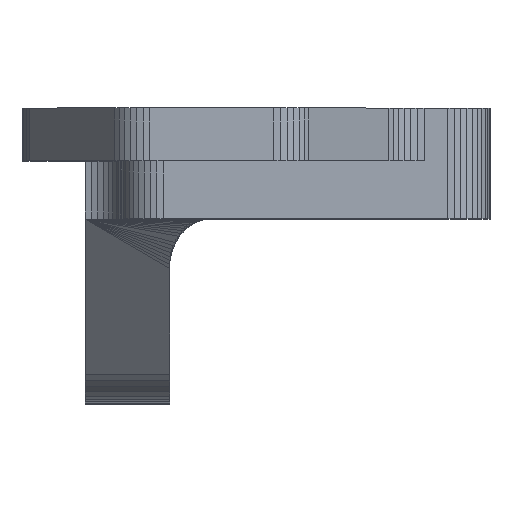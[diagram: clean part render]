
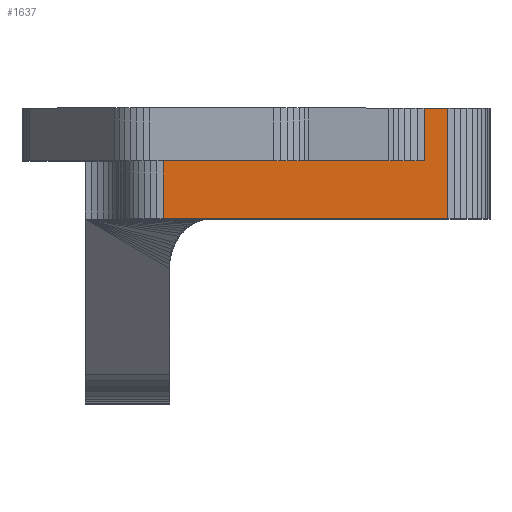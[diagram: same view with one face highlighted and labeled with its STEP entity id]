
A CAD part, top view. The second image highlights one B-rep face of the part: STEP entity #1637.
In plain terms, the highlighted planar face has unit normal (0, 0, 1).
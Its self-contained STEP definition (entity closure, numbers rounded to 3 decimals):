
#211 = DIRECTION ( 'NONE',  ( 0., 0., 1. ) ) ;
#300 = DIRECTION ( 'NONE',  ( 0., 1., 0. ) ) ;
#339 = VERTEX_POINT ( 'NONE', #6231 ) ;
#386 = EDGE_CURVE ( 'NONE', #1323, #6025, #433, .T. ) ;
#433 = LINE ( 'NONE', #5143, #1553 ) ;
#587 = VECTOR ( 'NONE', #7324, 1000. ) ;
#791 = VERTEX_POINT ( 'NONE', #2816 ) ;
#890 = EDGE_CURVE ( 'NONE', #6208, #7740, #1558, .T. ) ;
#918 = ORIENTED_EDGE ( 'NONE', *, *, #4136, .F. ) ;
#1323 = VERTEX_POINT ( 'NONE', #3718 ) ;
#1347 = VECTOR ( 'NONE', #300, 1000. ) ;
#1390 = CARTESIAN_POINT ( 'NONE',  ( 40.4, 17.5, 62. ) ) ;
#1553 = VECTOR ( 'NONE', #7094, 1000. ) ;
#1558 = LINE ( 'NONE', #6381, #5909 ) ;
#1637 = ADVANCED_FACE ( 'NONE', ( #3188 ), #4381, .T. ) ;
#1711 = LINE ( 'NONE', #3699, #6365 ) ;
#1832 = VECTOR ( 'NONE', #2788, 1000. ) ;
#2010 = ORIENTED_EDGE ( 'NONE', *, *, #890, .T. ) ;
#2507 = ORIENTED_EDGE ( 'NONE', *, *, #7459, .T. ) ;
#2788 = DIRECTION ( 'NONE',  ( 0., 1., 0. ) ) ;
#2816 = CARTESIAN_POINT ( 'NONE',  ( 38.141, 23., 62. ) ) ;
#2942 = CARTESIAN_POINT ( 'NONE',  ( 38.141, 23., 62. ) ) ;
#3125 = EDGE_CURVE ( 'NONE', #339, #1323, #1711, .T. ) ;
#3188 = FACE_OUTER_BOUND ( 'NONE', #3789, .T. ) ;
#3417 = ORIENTED_EDGE ( 'NONE', *, *, #3125, .T. ) ;
#3488 = DIRECTION ( 'NONE',  ( 0., -1., 0. ) ) ;
#3594 = CARTESIAN_POINT ( 'NONE',  ( 38.141, 28., 62. ) ) ;
#3699 = CARTESIAN_POINT ( 'NONE',  ( 13.4, 23., 62. ) ) ;
#3718 = CARTESIAN_POINT ( 'NONE',  ( 13.4, 17.5, 62. ) ) ;
#3785 = ORIENTED_EDGE ( 'NONE', *, *, #3927, .F. ) ;
#3789 = EDGE_LOOP ( 'NONE', ( #3785, #3417, #7273, #2507, #2010, #918 ) ) ;
#3855 = AXIS2_PLACEMENT_3D ( 'NONE', #6247, #211, #5656 ) ;
#3927 = EDGE_CURVE ( 'NONE', #339, #791, #7215, .T. ) ;
#4136 = EDGE_CURVE ( 'NONE', #791, #7740, #4637, .T. ) ;
#4197 = CARTESIAN_POINT ( 'NONE',  ( 40.4, 28., 62. ) ) ;
#4381 = PLANE ( 'NONE',  #3855 ) ;
#4637 = LINE ( 'NONE', #2942, #1832 ) ;
#4963 = LINE ( 'NONE', #1390, #1347 ) ;
#5143 = CARTESIAN_POINT ( 'NONE',  ( 13.4, 17.5, 62. ) ) ;
#5207 = DIRECTION ( 'NONE',  ( -1., 0., 0. ) ) ;
#5656 = DIRECTION ( 'NONE',  ( 1., 0., 0. ) ) ;
#5909 = VECTOR ( 'NONE', #5207, 1000. ) ;
#6025 = VERTEX_POINT ( 'NONE', #6417 ) ;
#6072 = CARTESIAN_POINT ( 'NONE',  ( 13.4, 23., 62. ) ) ;
#6208 = VERTEX_POINT ( 'NONE', #4197 ) ;
#6231 = CARTESIAN_POINT ( 'NONE',  ( 13.4, 23., 62. ) ) ;
#6247 = CARTESIAN_POINT ( 'NONE',  ( 0., 0., 62. ) ) ;
#6365 = VECTOR ( 'NONE', #3488, 1000. ) ;
#6381 = CARTESIAN_POINT ( 'NONE',  ( 40.4, 28., 62. ) ) ;
#6417 = CARTESIAN_POINT ( 'NONE',  ( 40.4, 17.5, 62. ) ) ;
#7094 = DIRECTION ( 'NONE',  ( 1., 0., 0. ) ) ;
#7215 = LINE ( 'NONE', #6072, #587 ) ;
#7273 = ORIENTED_EDGE ( 'NONE', *, *, #386, .T. ) ;
#7324 = DIRECTION ( 'NONE',  ( 1., 0., 0. ) ) ;
#7459 = EDGE_CURVE ( 'NONE', #6025, #6208, #4963, .T. ) ;
#7740 = VERTEX_POINT ( 'NONE', #3594 ) ;
